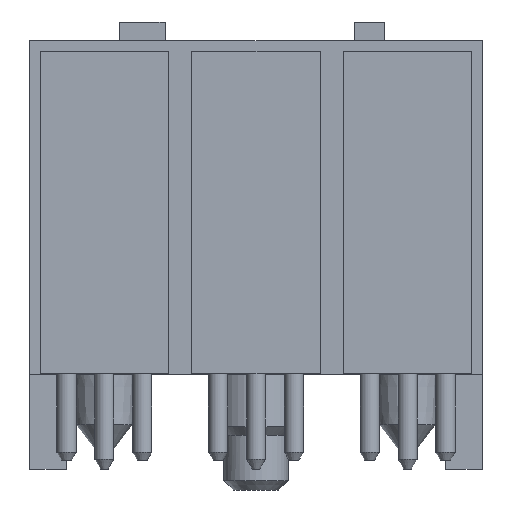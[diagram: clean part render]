
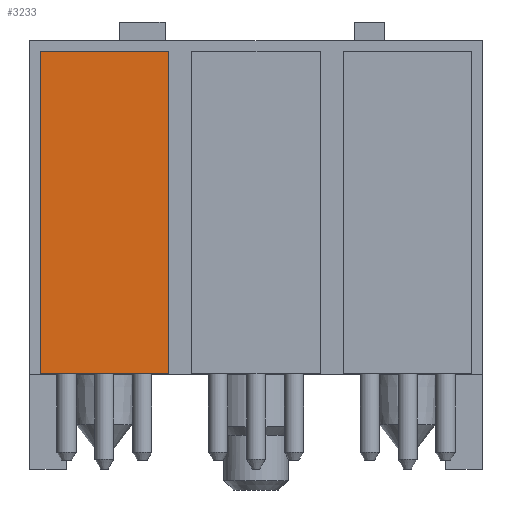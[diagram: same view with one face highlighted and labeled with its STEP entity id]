
A CAD part, left-side view. The second image highlights one B-rep face of the part: STEP entity #3233.
In plain terms, the highlighted planar face has unit normal (-1, 0, 0).
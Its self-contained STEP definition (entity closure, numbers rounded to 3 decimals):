
#27=LINE('',#5415,#173);
#31=LINE('',#5424,#177);
#36=LINE('',#5432,#182);
#38=LINE('',#5436,#184);
#173=VECTOR('',#4270,3.4);
#177=VECTOR('',#4276,3.4);
#182=VECTOR('',#4283,8.5);
#184=VECTOR('',#4289,8.5);
#460=PLANE('',#3639);
#893=FACE_OUTER_BOUND('',#1215,.T.);
#1215=EDGE_LOOP('',(#2561,#2562,#2563,#2564));
#1816=VERTEX_POINT('',#5413);
#1817=VERTEX_POINT('',#5414);
#1820=VERTEX_POINT('',#5422);
#1821=VERTEX_POINT('',#5423);
#2119=EDGE_CURVE('',#1816,#1817,#27,.T.);
#2123=EDGE_CURVE('',#1820,#1821,#31,.T.);
#2128=EDGE_CURVE('',#1816,#1821,#36,.T.);
#2130=EDGE_CURVE('',#1817,#1820,#38,.T.);
#2561=ORIENTED_EDGE('',*,*,#2128,.T.);
#2562=ORIENTED_EDGE('',*,*,#2123,.F.);
#2563=ORIENTED_EDGE('',*,*,#2130,.F.);
#2564=ORIENTED_EDGE('',*,*,#2119,.F.);
#3233=ADVANCED_FACE('',(#893),#460,.F.);
#3639=AXIS2_PLACEMENT_3D('',#5437,#4290,#4291);
#4270=DIRECTION('',(0.,1.,0.));
#4276=DIRECTION('',(0.,-1.,0.));
#4283=DIRECTION('',(0.,0.,1.));
#4289=DIRECTION('',(0.,0.,1.));
#4290=DIRECTION('center_axis',(1.,0.,0.));
#4291=DIRECTION('ref_axis',(0.,0.,-1.));
#5413=CARTESIAN_POINT('',(-2.8,2.3,0.02));
#5414=CARTESIAN_POINT('',(-2.8,5.7,0.02));
#5415=CARTESIAN_POINT('',(-2.8,4.,0.02));
#5422=CARTESIAN_POINT('',(-2.8,5.7,8.52));
#5423=CARTESIAN_POINT('',(-2.8,2.3,8.52));
#5424=CARTESIAN_POINT('',(-2.8,4.,8.52));
#5432=CARTESIAN_POINT('',(-2.8,2.3,4.27));
#5436=CARTESIAN_POINT('',(-2.8,5.7,4.27));
#5437=CARTESIAN_POINT('Origin',(-2.8,4.,4.27));
